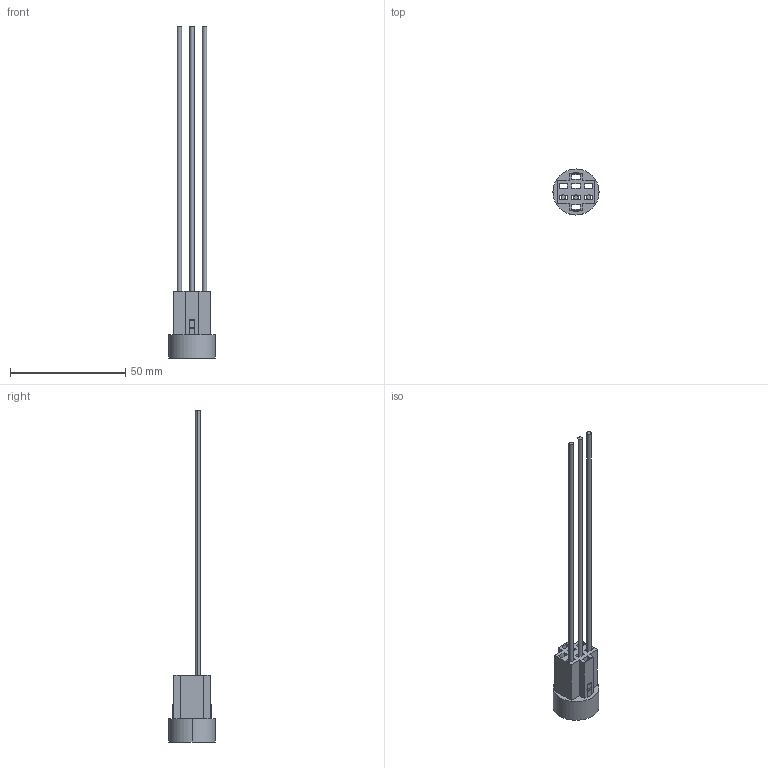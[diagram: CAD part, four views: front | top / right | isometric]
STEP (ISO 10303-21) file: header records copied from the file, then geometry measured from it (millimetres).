
FILE_DESCRIPTION (( 'STEP AP214' ), '1' );
FILE_NAME ('Àäàïòåð äëÿ ïîäêëþ÷åíèå êíîïîê S-Pro67 3 êîíòàêòà EKF PROxima.STEP', '2024-07-15T12:39:35', ( '' ), ( '' ), 'SwSTEP 2.0', 'SolidWorks 2021', '' );
FILE_SCHEMA (( 'AUTOMOTIVE_DESIGN' ));
Length unit declared in the file: millimetre
Products named in the file (1): Àäàïòåð äëÿ ïîäêëþ÷åíèå êíîïîê S-Pro67 3 êîíòàêòà EKF PROxima
Bounding box: 20 x 20 x 144 mm (x, y, z)
Volume: 4886.8 mm3; surface area: 7184.8 mm2
Topology: 6 solids, 6 shells, 134 faces, 370 edges, 246 vertices
Faces by surface type: plane 107, cylinder 20, cone 7
Entity records: 5849 total; most frequent: CARTESIAN_POINT 892, ORIENTED_EDGE 740, DIRECTION 674, EDGE_CURVE 370, VECTOR 318, LINE 318, VERTEX_POINT 246, AXIS2_PLACEMENT_3D 178
